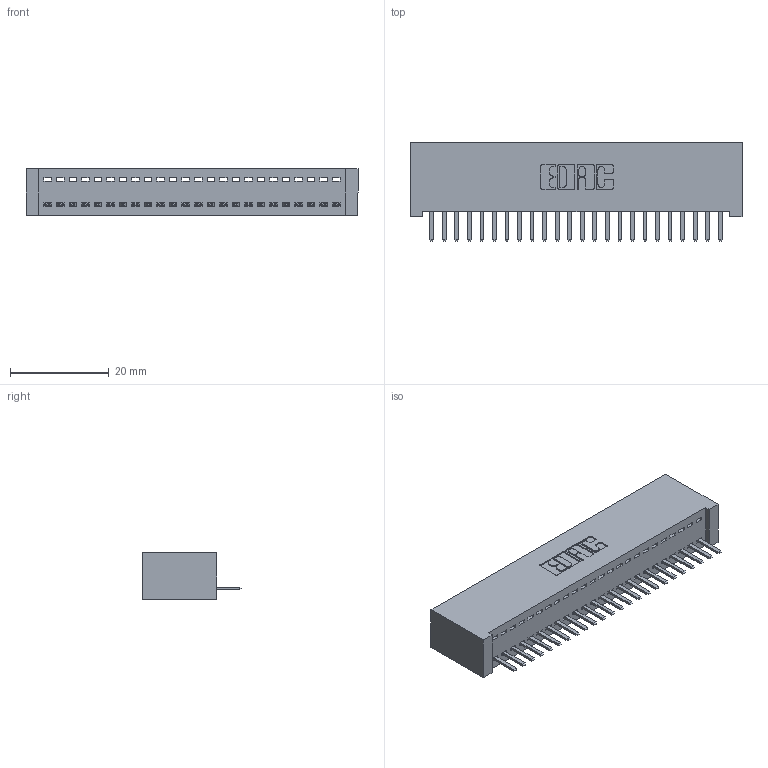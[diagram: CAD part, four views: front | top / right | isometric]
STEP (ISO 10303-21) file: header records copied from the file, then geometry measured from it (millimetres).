
FILE_DESCRIPTION (( 'STEP AP203' ), '1' );
FILE_NAME ('392-024-520-101.STEP', '2019-10-07T07:04:06', ( '' ), ( '' ), 'SwSTEP 2.0', 'SolidWorks 2016', '' );
FILE_SCHEMA (( 'CONFIG_CONTROL_DESIGN' ));
Length unit declared in the file: inch
Products named in the file (3): 345-292-001_345-293-120; 392-024-520-101; 342 Part_Lugless
Assembly tree (25 placements, depth 2):
  392-024-520-101
    342 Part_Lugless
    345-292-001_345-293-120  x24
Bounding box: 67.21 x 20.02 x 9.4 mm (x, y, z)
Volume: 6166.5 mm3; surface area: 8821.6 mm2
Topology: 25 solids, 25 shells, 1590 faces, 4691 edges, 3062 vertices
Faces by surface type: plane 1118, cylinder 472
Entity records: 16705 total; most frequent: CARTESIAN_POINT 2902, ORIENTED_EDGE 2850, DIRECTION 2465, EDGE_CURVE 1425, VECTOR 1301, LINE 1301, VERTEX_POINT 946, AXIS2_PLACEMENT_3D 582
